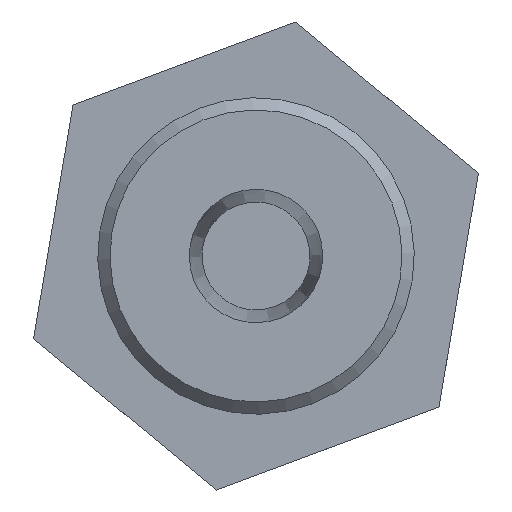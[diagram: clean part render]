
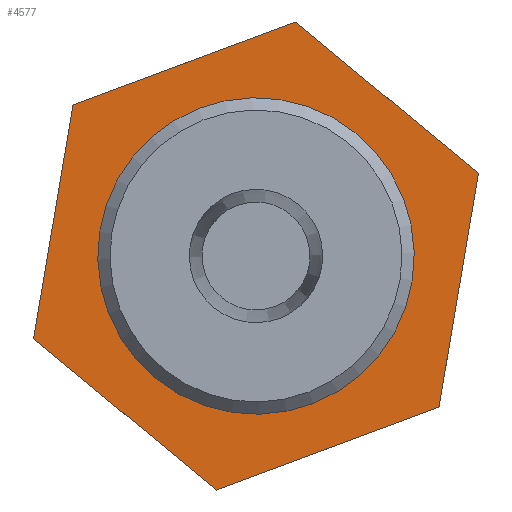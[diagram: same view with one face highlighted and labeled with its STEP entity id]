
A CAD part, left-side view. The second image highlights one B-rep face of the part: STEP entity #4577.
In plain terms, the highlighted face is planar.
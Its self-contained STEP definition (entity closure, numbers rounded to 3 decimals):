
#4487=CARTESIAN_POINT('',(-4.691,0.,0.0));
#4488=VERTEX_POINT('',#4487);
#4489=CARTESIAN_POINT('',(0.0,0.0,0.0));
#4490=DIRECTION('',(0.0,0.0,-1.0));
#4491=DIRECTION('',(1.0,0.0,0.0));
#4492=AXIS2_PLACEMENT_3D('',#4489,#4490,#4491);
#4493=CIRCLE('',#4492,4.691);
#4494=EDGE_CURVE('',#4488,#4488,#4493,.T.);
#4519=CARTESIAN_POINT('',(0.,0.,0.0));
#4520=DIRECTION('',(0.0,0.0,1.0));
#4521=DIRECTION('',(1.0,0.0,0.0));
#4522=AXIS2_PLACEMENT_3D('',#4519,#4520,#4521);
#4523=PLANE('',#4522);
#4524=CARTESIAN_POINT('',(0.,7.332,0.0));
#4525=VERTEX_POINT('',#4524);
#4526=CARTESIAN_POINT('',(6.35,3.666,0.0));
#4527=VERTEX_POINT('',#4526);
#4528=CARTESIAN_POINT('',(0.,7.332,0.0));
#4529=DIRECTION('',(0.866,-0.5,0.0));
#4530=VECTOR('',#4529,7.332);
#4531=LINE('',#4528,#4530);
#4532=EDGE_CURVE('',#4525,#4527,#4531,.T.);
#4533=ORIENTED_EDGE('',*,*,#4532,.T.);
#4534=CARTESIAN_POINT('',(6.35,-3.666,0.0));
#4535=VERTEX_POINT('',#4534);
#4536=CARTESIAN_POINT('',(6.35,3.666,0.0));
#4537=DIRECTION('',(0.0,-1.0,0.0));
#4538=VECTOR('',#4537,7.332);
#4539=LINE('',#4536,#4538);
#4540=EDGE_CURVE('',#4527,#4535,#4539,.T.);
#4541=ORIENTED_EDGE('',*,*,#4540,.T.);
#4542=CARTESIAN_POINT('',(0.,-7.332,0.0));
#4543=VERTEX_POINT('',#4542);
#4544=CARTESIAN_POINT('',(6.35,-3.666,0.0));
#4545=DIRECTION('',(-0.866,-0.5,0.0));
#4546=VECTOR('',#4545,7.332);
#4547=LINE('',#4544,#4546);
#4548=EDGE_CURVE('',#4535,#4543,#4547,.T.);
#4549=ORIENTED_EDGE('',*,*,#4548,.T.);
#4550=CARTESIAN_POINT('',(-6.35,-3.666,0.0));
#4551=VERTEX_POINT('',#4550);
#4552=CARTESIAN_POINT('',(0.,-7.332,0.0));
#4553=DIRECTION('',(-0.866,0.5,0.0));
#4554=VECTOR('',#4553,7.332);
#4555=LINE('',#4552,#4554);
#4556=EDGE_CURVE('',#4543,#4551,#4555,.T.);
#4557=ORIENTED_EDGE('',*,*,#4556,.T.);
#4558=CARTESIAN_POINT('',(-6.35,3.666,0.0));
#4559=VERTEX_POINT('',#4558);
#4560=CARTESIAN_POINT('',(-6.35,-3.666,0.0));
#4561=DIRECTION('',(0.0,1.0,0.0));
#4562=VECTOR('',#4561,7.332);
#4563=LINE('',#4560,#4562);
#4564=EDGE_CURVE('',#4551,#4559,#4563,.T.);
#4565=ORIENTED_EDGE('',*,*,#4564,.T.);
#4566=CARTESIAN_POINT('',(-6.35,3.666,0.0));
#4567=DIRECTION('',(0.866,0.5,0.0));
#4568=VECTOR('',#4567,7.332);
#4569=LINE('',#4566,#4568);
#4570=EDGE_CURVE('',#4559,#4525,#4569,.T.);
#4571=ORIENTED_EDGE('',*,*,#4570,.T.);
#4572=EDGE_LOOP('',(#4533,#4541,#4549,#4557,#4565,#4571));
#4573=FACE_OUTER_BOUND('',#4572,.T.);
#4574=ORIENTED_EDGE('',*,*,#4494,.F.);
#4575=EDGE_LOOP('',(#4574));
#4576=FACE_BOUND('',#4575,.T.);
#4577=ADVANCED_FACE('',(#4573,#4576),#4523,.F.);
